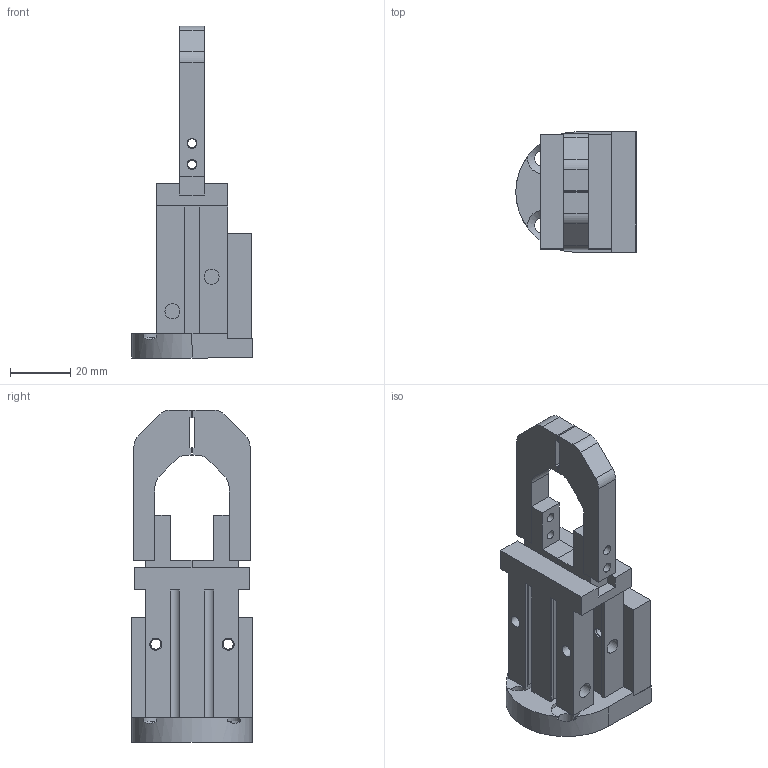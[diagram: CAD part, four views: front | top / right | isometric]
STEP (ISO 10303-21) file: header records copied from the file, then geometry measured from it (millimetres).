
FILE_DESCRIPTION(('STEP AP203'), '1');
FILE_NAME('MHZ2-16D', '', ('UNSPECIFIED'), ('UNSPECIFIED'), 'ASCON STEP Converter 1.6', 'ASCON Math Kernel', '');
FILE_SCHEMA(('CONFIG_CONTROL_DESIGN'));
Length unit declared in the file: millimetre
Products named in the file (6): MHZ2-16D.step; MHZ2-16D.step_mhz2-prong_16; MHZ2-16D.step_MHZ2-Body_16
Assembly tree (7 placements, depth 2):
  MHZ2-16D.step
    MHZ2-16D.step_mhz2-prong_16  x2
    MHZ2-16D.step_MHZ2-Body_16
    (unnamed)  x2
    (unnamed)
    (unnamed)
Bounding box: 40 x 40 x 110.3 mm (x, y, z)
Volume: 60399.1 mm3; surface area: 26012.7 mm2
Topology: 7 solids, 7 shells, 182 faces, 464 edges, 308 vertices
Faces by surface type: plane 123, cylinder 55, cone 4
Full cylindrical faces by diameter (mm): 3 x5, 3.242 x2, 3.3 x4, 3.4 x4, 4 x8, 4.2 x4, 5 x2, 5.2 x2, 8 x2, 17 x1
Entity records: 5566 total; most frequent: CARTESIAN_POINT 852, DIRECTION 756, ORIENTED_EDGE 688, EDGE_CURVE 344, AXIS2_PLACEMENT_3D 256, VERTEX_POINT 250, LINE 244, VECTOR 244
